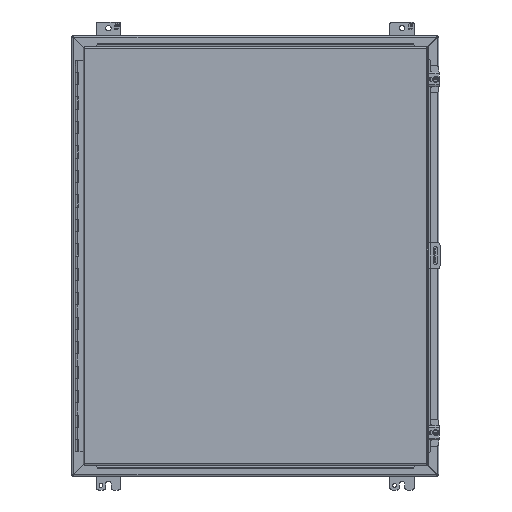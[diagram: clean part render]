
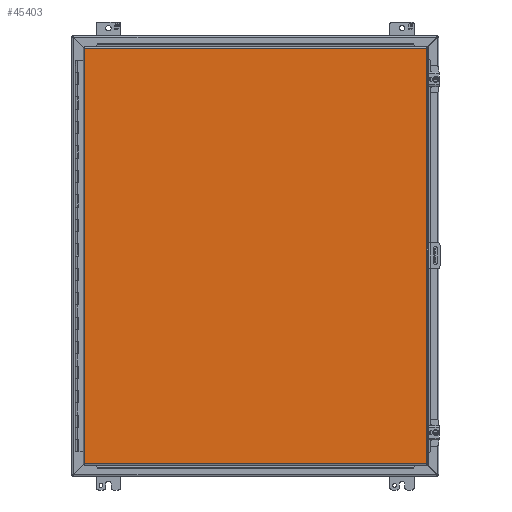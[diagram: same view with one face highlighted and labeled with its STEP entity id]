
A CAD part, front view. The second image highlights one B-rep face of the part: STEP entity #45403.
In plain terms, the highlighted planar face has unit normal (0, -1, 0).
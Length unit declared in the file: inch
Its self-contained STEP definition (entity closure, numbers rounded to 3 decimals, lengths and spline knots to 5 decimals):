
#824 = ORIENTED_EDGE ( 'NONE', *, *, #10544, .F. ) ;
#1715 = CARTESIAN_POINT ( 'NONE',  ( 14.017, -13.185, -16.9945 ) ) ;
#5093 = DIRECTION ( 'NONE',  ( 0., 0., 1. ) ) ;
#5590 = AXIS2_PLACEMENT_3D ( 'NONE', #6112, #44966, #13774 ) ;
#6112 = CARTESIAN_POINT ( 'NONE',  ( -13.955, -13.185, -16.9945 ) ) ;
#7241 = CARTESIAN_POINT ( 'NONE',  ( -13.955, -13.185, 16.9945 ) ) ;
#7556 = VERTEX_POINT ( 'NONE', #33869 ) ;
#7671 = EDGE_CURVE ( 'NONE', #7556, #34552, #20345, .T. ) ;
#10544 = EDGE_CURVE ( 'NONE', #43790, #35737, #18134, .T. ) ;
#12895 = EDGE_CURVE ( 'NONE', #35737, #7556, #37769, .T. ) ;
#13774 = DIRECTION ( 'NONE',  ( 0., 0., -1. ) ) ;
#13963 = ORIENTED_EDGE ( 'NONE', *, *, #12895, .F. ) ;
#14220 = CARTESIAN_POINT ( 'NONE',  ( 14.017, -13.185, -16.9945 ) ) ;
#14284 = CARTESIAN_POINT ( 'NONE',  ( 14.017, -13.185, 16.9945 ) ) ;
#15918 = VECTOR ( 'NONE', #5093, 39.37008 ) ;
#16858 = DIRECTION ( 'NONE',  ( 0., 0., -1. ) ) ;
#17274 = PLANE ( 'NONE',  #5590 ) ;
#18134 = LINE ( 'NONE', #22331, #15918 ) ;
#20345 = LINE ( 'NONE', #14284, #37616 ) ;
#22331 = CARTESIAN_POINT ( 'NONE',  ( -13.955, -13.185, -16.9945 ) ) ;
#23404 = EDGE_CURVE ( 'NONE', #34552, #43790, #44060, .T. ) ;
#23573 = CARTESIAN_POINT ( 'NONE',  ( -13.955, -13.185, 16.9945 ) ) ;
#26081 = EDGE_LOOP ( 'NONE', ( #44605, #13963, #824, #27722 ) ) ;
#27722 = ORIENTED_EDGE ( 'NONE', *, *, #23404, .F. ) ;
#30736 = VECTOR ( 'NONE', #41028, 39.37008 ) ;
#33869 = CARTESIAN_POINT ( 'NONE',  ( 14.017, -13.185, 16.9945 ) ) ;
#34361 = CARTESIAN_POINT ( 'NONE',  ( -13.955, -13.185, -16.9945 ) ) ;
#34552 = VERTEX_POINT ( 'NONE', #14220 ) ;
#35737 = VERTEX_POINT ( 'NONE', #7241 ) ;
#37616 = VECTOR ( 'NONE', #16858, 39.37008 ) ;
#37769 = LINE ( 'NONE', #23573, #30736 ) ;
#37994 = FACE_OUTER_BOUND ( 'NONE', #26081, .T. ) ;
#38461 = VECTOR ( 'NONE', #44530, 39.37008 ) ;
#41028 = DIRECTION ( 'NONE',  ( 1., 0., 0. ) ) ;
#43790 = VERTEX_POINT ( 'NONE', #34361 ) ;
#44060 = LINE ( 'NONE', #1715, #38461 ) ;
#44530 = DIRECTION ( 'NONE',  ( -1., 0., 0. ) ) ;
#44605 = ORIENTED_EDGE ( 'NONE', *, *, #7671, .F. ) ;
#44966 = DIRECTION ( 'NONE',  ( 0., -1., 0. ) ) ;
#45403 = ADVANCED_FACE ( 'NONE', ( #37994 ), #17274, .T. ) ;
